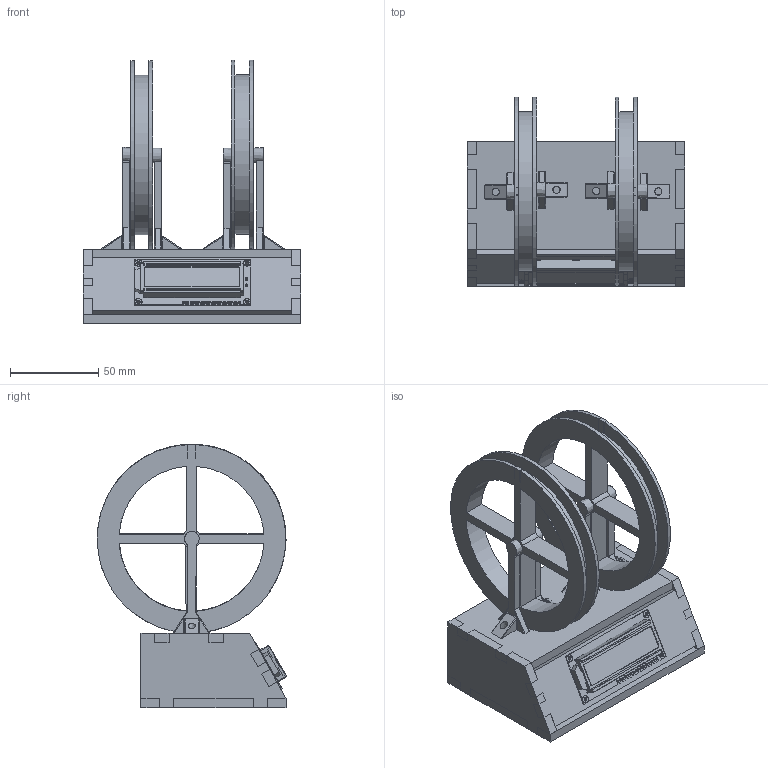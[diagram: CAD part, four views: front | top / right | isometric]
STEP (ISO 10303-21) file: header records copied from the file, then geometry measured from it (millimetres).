
FILE_DESCRIPTION(('FreeCAD Model'),'2;1');
FILE_NAME('Open CASCADE Shape Model','2025-04-26T08:24:40',('FreeCAD'),( 'FreeCAD'),'Open CASCADE STEP processor 7.6','FreeCAD','Unknown');
FILE_SCHEMA(('AUTOMOTIVE_DESIGN { 1 0 10303 214 1 1 1 1 }'));
Length unit declared in the file: millimetre
Products named in the file (1): Open CASCADE STEP translator 7.6 1
Bounding box: 123.32 x 107.41 x 149.37 mm (x, y, z)
Volume: 222196.5 mm3; surface area: 128681.4 mm2
Topology: 44 solids, 44 shells, 687 faces, 1760 edges, 1170 vertices
Faces by surface type: bspline 687
Entity records: 20250 total; most frequent: CARTESIAN_POINT 9493, ORIENTED_EDGE 3520, EDGE_CURVE 1760, B_SPLINE_CURVE_WITH_KNOTS 1402, VERTEX_POINT 1170, FACE_BOUND 802, EDGE_LOOP 802, ADVANCED_FACE 687
